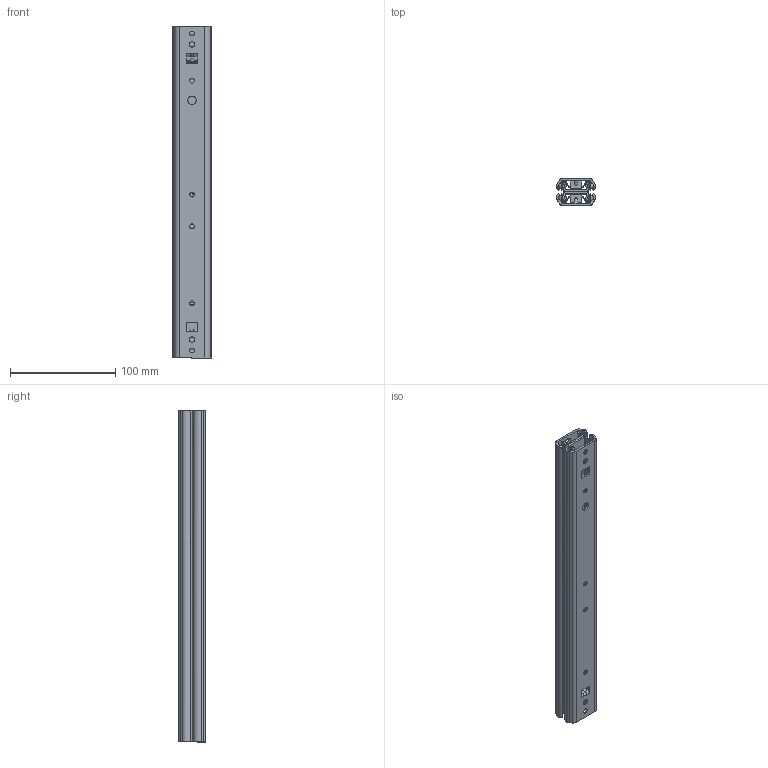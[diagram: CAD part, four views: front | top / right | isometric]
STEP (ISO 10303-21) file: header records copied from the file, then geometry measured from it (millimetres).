
FILE_DESCRIPTION(/* description */ ('Kastprofiel (#1)'),/* implementation_level */ '2;1');
FILE_NAME(/* name */ '117-270-01-in.stp',/* time_stamp */ '2015-06-22T08:32:32+02:00',/* author */ ('W.Jans'),/* organization */ (''),/* preprocessor_version */ 'ST-DEVELOPER v15.6',/* originating_system */ 'Autodesk Inventor 2015',/* authorisation */ '');
FILE_SCHEMA (('CONFIG_CONTROL_DESIGN'));
Length unit declared in the file: millimetre
Products named in the file (14): E000032137; E000032135; E000032145; E000032144; E000032138; E000032139; E000032136; E000032151; E000032150; E000032140; E000032142; E000032147; E000032148; E000032132
Assembly tree (40 placements, depth 3):
  E000032132
    E000032135
      E000032137
    E000032144
      E000032145
    E000032136
      E000032138
      E000032139  x14
    E000032150
      E000032151
      E000032139  x14
    E000032142
      E000032140
    E000032148
      E000032147
Bounding box: 37 x 25.6 x 315 mm (x, y, z)
Volume: 105511.3 mm3; surface area: 128571.1 mm2
Topology: 34 solids, 34 shells, 831 faces, 2421 edges, 1606 vertices
Faces by surface type: plane 474, cylinder 317, sphere 28, cone 12
Full cylindrical faces by diameter (mm): 4.5 x12, 5.1 x4, 5.9 x28, 8 x3, 12.2 x2
Entity records: 27355 total; most frequent: CARTESIAN_POINT 5219, DIRECTION 4542, ORIENTED_EDGE 4530, EDGE_CURVE 2265, LINE 1596, VECTOR 1596, VERTEX_POINT 1540, AXIS2_PLACEMENT_3D 1473
